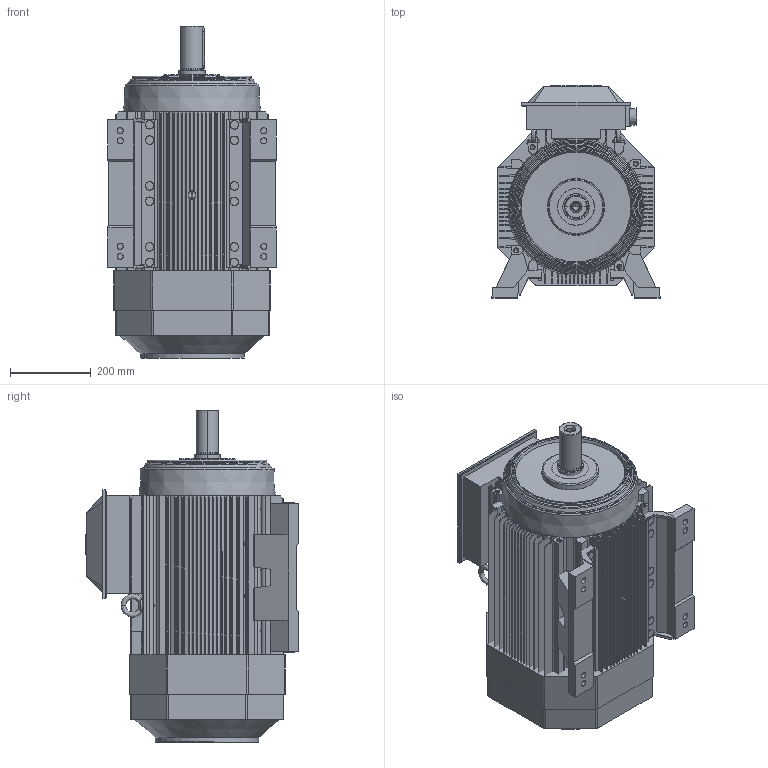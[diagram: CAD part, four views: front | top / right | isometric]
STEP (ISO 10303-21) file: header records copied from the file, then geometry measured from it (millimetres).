
FILE_DESCRIPTION((''),'2;1');
FILE_NAME('M2AA IE2 225 2P SMALL TERM.BOX B3.stp','2015-07-31T10:51:16',('SEVIELM1'),(''),'Autodesk Inventor 2011','Autodesk Inventor 2011','');
FILE_SCHEMA(('AUTOMOTIVE_DESIGN { 1 0 10303 214 1 1 1 1 }'));
Length unit declared in the file: millimetre
Products named in the file (1): M2AA IE2 225 2P SMALL TERM.BOX B3
Bounding box: 416.01 x 525.15 x 821.14 mm (x, y, z)
Volume: 37755650.8 mm3; surface area: 3859079.1 mm2
Topology: 6 solids, 1133 shells, 1325 faces, 5998 edges, 5645 vertices
Faces by surface type: plane 610, cylinder 523, cone 132, torus 34, bspline 26
Full cylindrical faces by diameter (mm): 3.3 x4, 5.5 x4, 10.106 x6, 10.2 x36, 11 x1, 12 x22, 15 x8, 16 x2, 20 x1, 20.127 x2, 30 x2, 34 x1, 40 x3, 44.942 x1, 47 x2, 256.433 x1, 323 x1, 331 x2
Entity records: 79221 total; most frequent: CARTESIAN_POINT 27496, DIRECTION 8664, ORIENTED_EDGE 6138, EDGE_CURVE 5700, VERTEX_POINT 5557, VECTOR 3128, LINE 3128, AXIS2_PLACEMENT_3D 2768
